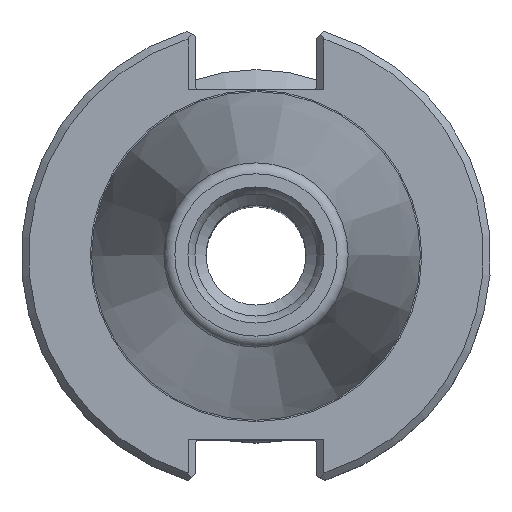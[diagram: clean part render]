
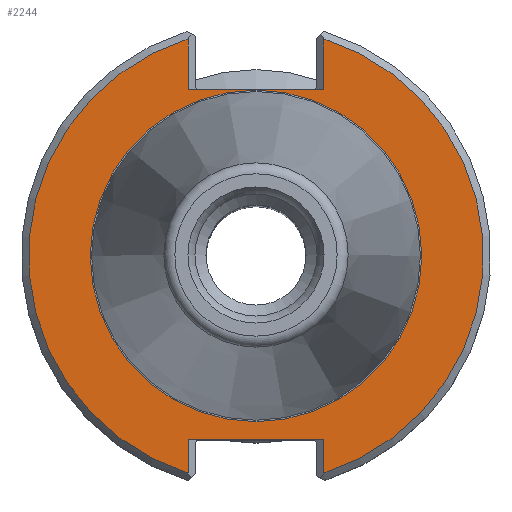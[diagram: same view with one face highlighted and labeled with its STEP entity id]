
A CAD part, top view. The second image highlights one B-rep face of the part: STEP entity #2244.
In plain terms, the highlighted planar face has unit normal (0, 0, 1).
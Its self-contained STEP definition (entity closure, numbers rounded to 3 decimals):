
#107=LINE('',#3307,#172);
#108=LINE('',#3309,#173);
#109=LINE('',#3311,#174);
#110=LINE('',#3315,#175);
#111=LINE('',#3317,#176);
#112=LINE('',#3319,#177);
#172=VECTOR('',#2627,1000.);
#173=VECTOR('',#2628,1000.);
#174=VECTOR('',#2629,1000.);
#175=VECTOR('',#2632,1000.);
#176=VECTOR('',#2633,1000.);
#177=VECTOR('',#2634,1000.);
#292=PLANE('',#2372);
#445=ORIENTED_EDGE('',*,*,#845,.T.);
#446=ORIENTED_EDGE('',*,*,#846,.T.);
#447=ORIENTED_EDGE('',*,*,#847,.F.);
#448=ORIENTED_EDGE('',*,*,#848,.T.);
#449=ORIENTED_EDGE('',*,*,#849,.T.);
#450=ORIENTED_EDGE('',*,*,#850,.T.);
#451=ORIENTED_EDGE('',*,*,#851,.F.);
#452=ORIENTED_EDGE('',*,*,#852,.T.);
#453=ORIENTED_EDGE('',*,*,#844,.F.);
#844=EDGE_CURVE('',#1036,#1036,#1136,.T.);
#845=EDGE_CURVE('',#1037,#1038,#1137,.T.);
#846=EDGE_CURVE('',#1038,#1039,#107,.T.);
#847=EDGE_CURVE('',#1040,#1039,#108,.T.);
#848=EDGE_CURVE('',#1040,#1041,#109,.T.);
#849=EDGE_CURVE('',#1041,#1042,#1138,.T.);
#850=EDGE_CURVE('',#1042,#1043,#110,.T.);
#851=EDGE_CURVE('',#1044,#1043,#111,.T.);
#852=EDGE_CURVE('',#1044,#1037,#112,.T.);
#1036=VERTEX_POINT('',#3302);
#1037=VERTEX_POINT('',#3305);
#1038=VERTEX_POINT('',#3306);
#1039=VERTEX_POINT('',#3308);
#1040=VERTEX_POINT('',#3310);
#1041=VERTEX_POINT('',#3312);
#1042=VERTEX_POINT('',#3314);
#1043=VERTEX_POINT('',#3316);
#1044=VERTEX_POINT('',#3318);
#1136=CIRCLE('',#2371,22.413);
#1137=CIRCLE('',#2373,30.75);
#1138=CIRCLE('',#2374,30.75);
#1216=EDGE_LOOP('',(#445,#446,#447,#448,#449,#450,#451,#452));
#1217=EDGE_LOOP('',(#453));
#1363=FACE_BOUND('',#1216,.T.);
#1364=FACE_BOUND('',#1217,.T.);
#2244=ADVANCED_FACE('',(#1363,#1364),#292,.T.);
#2371=AXIS2_PLACEMENT_3D('',#3301,#2621,#2622);
#2372=AXIS2_PLACEMENT_3D('',#3303,#2623,#2624);
#2373=AXIS2_PLACEMENT_3D('',#3304,#2625,#2626);
#2374=AXIS2_PLACEMENT_3D('',#3313,#2630,#2631);
#2621=DIRECTION('',(0.,0.,1.));
#2622=DIRECTION('',(1.,0.,0.));
#2623=DIRECTION('',(0.,0.,1.));
#2624=DIRECTION('',(1.,0.,0.));
#2625=DIRECTION('',(0.,0.,1.));
#2626=DIRECTION('',(1.,0.,0.));
#2627=DIRECTION('',(0.,1.,0.));
#2628=DIRECTION('',(-1.,0.,0.));
#2629=DIRECTION('',(0.,-1.,0.));
#2630=DIRECTION('',(0.,0.,1.));
#2631=DIRECTION('',(1.,0.,0.));
#2632=DIRECTION('',(0.,-1.,0.));
#2633=DIRECTION('',(1.,0.,0.));
#2634=DIRECTION('',(0.,1.,0.));
#3301=CARTESIAN_POINT('',(0.,0.,-3.17));
#3302=CARTESIAN_POINT('',(22.413,0.,-3.17));
#3303=CARTESIAN_POINT('',(22.413,0.,-3.17));
#3304=CARTESIAN_POINT('',(0.,0.,-3.17));
#3305=CARTESIAN_POINT('',(-9.19,29.345,-3.17));
#3306=CARTESIAN_POINT('',(-9.19,-29.345,-3.17));
#3307=CARTESIAN_POINT('',(-9.19,-24.87,-3.17));
#3308=CARTESIAN_POINT('',(-9.19,-24.87,-3.17));
#3309=CARTESIAN_POINT('',(8.19,-24.87,-3.17));
#3310=CARTESIAN_POINT('',(9.19,-24.87,-3.17));
#3311=CARTESIAN_POINT('',(9.19,-30.831,-3.17));
#3312=CARTESIAN_POINT('',(9.19,-29.345,-3.17));
#3313=CARTESIAN_POINT('',(0.,0.,-3.17));
#3314=CARTESIAN_POINT('',(9.19,29.345,-3.17));
#3315=CARTESIAN_POINT('',(9.19,22.46,-3.17));
#3316=CARTESIAN_POINT('',(9.19,22.46,-3.17));
#3317=CARTESIAN_POINT('',(-8.19,22.46,-3.17));
#3318=CARTESIAN_POINT('',(-9.19,22.46,-3.17));
#3319=CARTESIAN_POINT('',(-9.19,30.831,-3.17));
